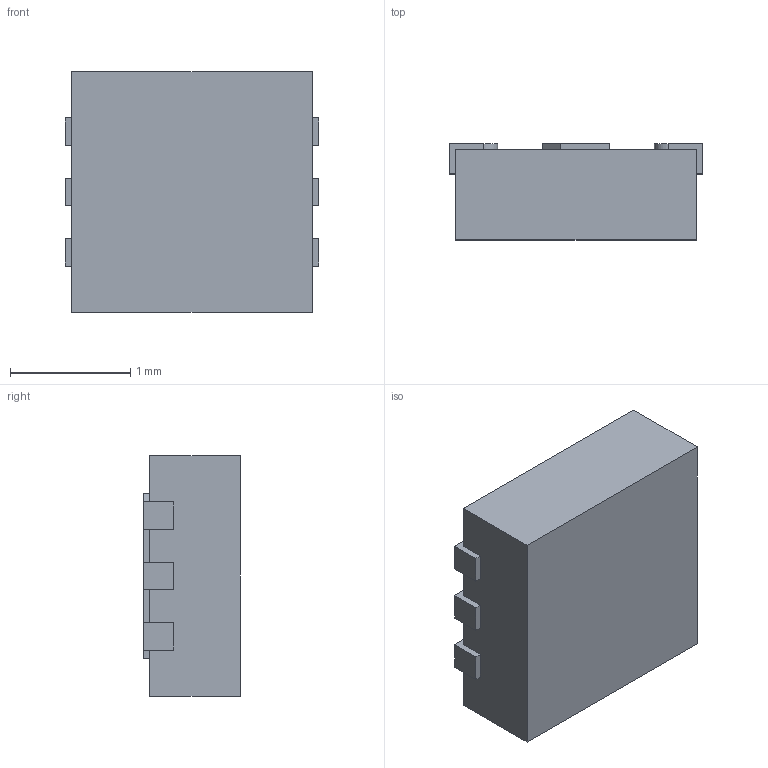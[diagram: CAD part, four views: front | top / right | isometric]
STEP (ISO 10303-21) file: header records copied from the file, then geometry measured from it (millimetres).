
FILE_DESCRIPTION (( 'STEP AP214' ), '1' );
FILE_NAME ('User Library-DFN6-2X2.STEP', '2020-04-23T09:02:47', ( '' ), ( '' ), 'SwSTEP 2.0', 'SolidWorks 2019', '' );
FILE_SCHEMA (( 'AUTOMOTIVE_DESIGN' ));
Length unit declared in the file: millimetre
Products named in the file (1): User Library-DFN6-2X2
Bounding box: 2.1 x 0.8 x 2 mm (x, y, z)
Volume: 3.1 mm3; surface area: 14.8 mm2
Topology: 1 solids, 1 shells, 48 faces, 135 edges, 90 vertices
Faces by surface type: plane 42, cylinder 6
Entity records: 1631 total; most frequent: CARTESIAN_POINT 274, ORIENTED_EDGE 270, DIRECTION 245, EDGE_CURVE 135, LINE 123, VECTOR 123, VERTEX_POINT 90, AXIS2_PLACEMENT_3D 61
